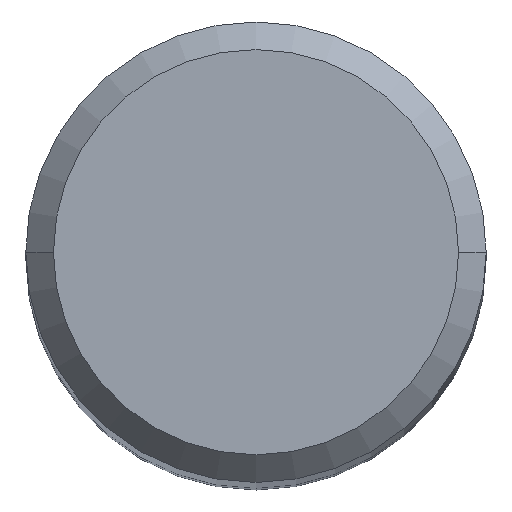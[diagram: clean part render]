
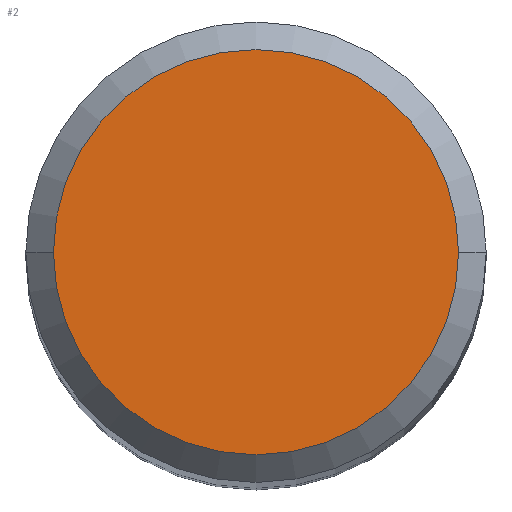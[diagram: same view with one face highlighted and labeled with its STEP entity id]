
A CAD part, top view. The second image highlights one B-rep face of the part: STEP entity #2.
In plain terms, the highlighted planar face has unit normal (0, 0, 1).
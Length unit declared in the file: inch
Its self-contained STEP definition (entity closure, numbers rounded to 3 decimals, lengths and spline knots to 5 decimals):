
#2 = ADVANCED_FACE ( 'NONE', ( #96 ), #121, .T. ) ;
#3 = AXIS2_PLACEMENT_3D ( 'NONE', #205, #74, #241 ) ;
#10 = CARTESIAN_POINT ( 'NONE',  ( 0., 0., 2.5 ) ) ;
#22 = CARTESIAN_POINT ( 'NONE',  ( -0.11, 0., 2.5 ) ) ;
#28 = AXIS2_PLACEMENT_3D ( 'NONE', #10, #169, #338 ) ;
#39 = EDGE_CURVE ( 'NONE', #54, #89, #40, .T. ) ;
#40 = CIRCLE ( 'NONE', #3, 0.11 ) ;
#42 = AXIS2_PLACEMENT_3D ( 'NONE', #349, #161, #164 ) ;
#49 = CARTESIAN_POINT ( 'NONE',  ( 0.11, 0., 2.5 ) ) ;
#54 = VERTEX_POINT ( 'NONE', #49 ) ;
#74 = DIRECTION ( 'NONE',  ( 0., 0., 1. ) ) ;
#89 = VERTEX_POINT ( 'NONE', #22 ) ;
#91 = ORIENTED_EDGE ( 'NONE', *, *, #223, .T. ) ;
#96 = FACE_OUTER_BOUND ( 'NONE', #335, .T. ) ;
#121 = PLANE ( 'NONE',  #28 ) ;
#139 = ORIENTED_EDGE ( 'NONE', *, *, #39, .T. ) ;
#161 = DIRECTION ( 'NONE',  ( 0., 0., 1. ) ) ;
#164 = DIRECTION ( 'NONE',  ( 1., 0., 0. ) ) ;
#169 = DIRECTION ( 'NONE',  ( 0., 0., 1. ) ) ;
#205 = CARTESIAN_POINT ( 'NONE',  ( 0., 0., 2.5 ) ) ;
#223 = EDGE_CURVE ( 'NONE', #89, #54, #265, .T. ) ;
#241 = DIRECTION ( 'NONE',  ( 1., 0., 0. ) ) ;
#265 = CIRCLE ( 'NONE', #42, 0.11 ) ;
#335 = EDGE_LOOP ( 'NONE', ( #91, #139 ) ) ;
#338 = DIRECTION ( 'NONE',  ( 1., 0., 0. ) ) ;
#349 = CARTESIAN_POINT ( 'NONE',  ( 0., 0., 2.5 ) ) ;
